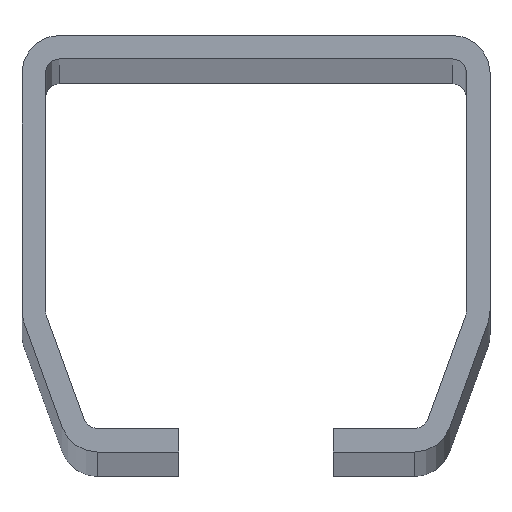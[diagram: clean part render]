
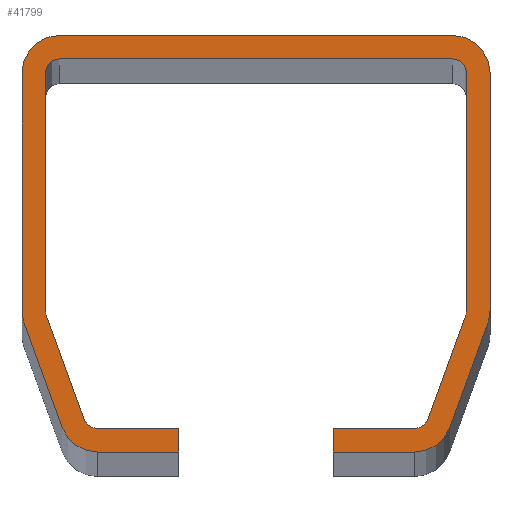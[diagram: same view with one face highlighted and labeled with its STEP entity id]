
A CAD part, top view. The second image highlights one B-rep face of the part: STEP entity #41799.
In plain terms, the highlighted planar face has unit normal (0, 0, 1).
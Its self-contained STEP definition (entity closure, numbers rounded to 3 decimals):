
#38=CIRCLE('',#43338,3.);
#39=CIRCLE('',#43341,3.);
#40=CIRCLE('',#43344,3.);
#41=CIRCLE('',#43347,3.);
#42=CIRCLE('',#43350,3.);
#43=CIRCLE('',#43353,3.);
#44=CIRCLE('',#43357,8.);
#45=CIRCLE('',#43360,8.);
#46=CIRCLE('',#43363,8.);
#47=CIRCLE('',#43366,8.);
#48=CIRCLE('',#43369,8.);
#49=CIRCLE('',#43372,8.);
#4461=FACE_OUTER_BOUND('',#6869,.T.);
#6869=EDGE_LOOP('',(#37884,#37885,#37886,#37887,#37888,#37889,#37890,#37891,
#37892,#37893,#37894,#37895,#37896,#37897,#37898,#37899,#37900,#37901,#37902,
#37903,#37904,#37905,#37906,#37907,#37908,#37909,#37910,#37911));
#11408=LINE('',#73747,#16006);
#11415=LINE('',#73796,#16013);
#11417=LINE('',#73802,#16015);
#11433=LINE('',#73856,#16031);
#11436=LINE('',#73861,#16034);
#11439=LINE('',#73869,#16037);
#11441=LINE('',#73876,#16039);
#11444=LINE('',#73884,#16042);
#11447=LINE('',#73892,#16045);
#11450=LINE('',#73900,#16048);
#11453=LINE('',#73907,#16051);
#11454=LINE('',#73911,#16052);
#11458=LINE('',#73923,#16056);
#11461=LINE('',#73930,#16059);
#11463=LINE('',#73937,#16061);
#11466=LINE('',#73945,#16064);
#16006=VECTOR('',#50844,10.);
#16013=VECTOR('',#50923,10.);
#16015=VECTOR('',#50927,10.);
#16031=VECTOR('',#50971,10.);
#16034=VECTOR('',#50976,10.);
#16037=VECTOR('',#50985,10.);
#16039=VECTOR('',#50993,10.);
#16042=VECTOR('',#51002,10.);
#16045=VECTOR('',#51011,10.);
#16048=VECTOR('',#51020,10.);
#16051=VECTOR('',#51029,10.);
#16052=VECTOR('',#51032,10.);
#16056=VECTOR('',#51048,10.);
#16059=VECTOR('',#51057,10.);
#16061=VECTOR('',#51065,10.);
#16064=VECTOR('',#51074,10.);
#19982=VERTEX_POINT('',#73745);
#19983=VERTEX_POINT('',#73746);
#19987=VERTEX_POINT('',#73790);
#19989=VERTEX_POINT('',#73794);
#19990=VERTEX_POINT('',#73798);
#19992=VERTEX_POINT('',#73801);
#20016=VERTEX_POINT('',#73855);
#20017=VERTEX_POINT('',#73859);
#20018=VERTEX_POINT('',#73863);
#20019=VERTEX_POINT('',#73864);
#20020=VERTEX_POINT('',#73871);
#20021=VERTEX_POINT('',#73875);
#20022=VERTEX_POINT('',#73879);
#20023=VERTEX_POINT('',#73883);
#20024=VERTEX_POINT('',#73887);
#20025=VERTEX_POINT('',#73891);
#20026=VERTEX_POINT('',#73895);
#20027=VERTEX_POINT('',#73899);
#20028=VERTEX_POINT('',#73903);
#20029=VERTEX_POINT('',#73909);
#20030=VERTEX_POINT('',#73910);
#20031=VERTEX_POINT('',#73918);
#20032=VERTEX_POINT('',#73922);
#20033=VERTEX_POINT('',#73926);
#20034=VERTEX_POINT('',#73932);
#20035=VERTEX_POINT('',#73936);
#20036=VERTEX_POINT('',#73940);
#20037=VERTEX_POINT('',#73944);
#25912=EDGE_CURVE('',#19982,#19983,#11408,.T.);
#25919=EDGE_CURVE('',#19987,#19989,#11415,.T.);
#25921=EDGE_CURVE('',#19992,#19990,#11417,.T.);
#25949=EDGE_CURVE('',#19987,#20016,#11433,.T.);
#25952=EDGE_CURVE('',#19989,#20017,#11436,.T.);
#25953=EDGE_CURVE('',#20018,#20019,#38,.T.);
#25956=EDGE_CURVE('',#20019,#19992,#11439,.T.);
#25957=EDGE_CURVE('',#20017,#20020,#39,.T.);
#25959=EDGE_CURVE('',#20020,#20021,#11441,.T.);
#25961=EDGE_CURVE('',#20021,#20022,#40,.T.);
#25963=EDGE_CURVE('',#20022,#20023,#11444,.T.);
#25965=EDGE_CURVE('',#20023,#20024,#41,.T.);
#25967=EDGE_CURVE('',#20024,#20025,#11447,.T.);
#25969=EDGE_CURVE('',#20025,#20026,#42,.T.);
#25971=EDGE_CURVE('',#20026,#20027,#11450,.T.);
#25973=EDGE_CURVE('',#20027,#20028,#43,.T.);
#25975=EDGE_CURVE('',#20028,#20018,#11453,.T.);
#25976=EDGE_CURVE('',#20029,#20030,#11454,.T.);
#25979=EDGE_CURVE('',#20030,#19982,#44,.T.);
#25980=EDGE_CURVE('',#19983,#20031,#45,.T.);
#25982=EDGE_CURVE('',#20031,#20032,#11458,.T.);
#25984=EDGE_CURVE('',#20032,#20033,#46,.T.);
#25986=EDGE_CURVE('',#20033,#19990,#11461,.T.);
#25987=EDGE_CURVE('',#20016,#20034,#47,.T.);
#25989=EDGE_CURVE('',#20034,#20035,#11463,.T.);
#25991=EDGE_CURVE('',#20035,#20036,#48,.T.);
#25993=EDGE_CURVE('',#20036,#20037,#11466,.T.);
#25995=EDGE_CURVE('',#20037,#20029,#49,.T.);
#37884=ORIENTED_EDGE('',*,*,#25921,.T.);
#37885=ORIENTED_EDGE('',*,*,#25986,.F.);
#37886=ORIENTED_EDGE('',*,*,#25984,.F.);
#37887=ORIENTED_EDGE('',*,*,#25982,.F.);
#37888=ORIENTED_EDGE('',*,*,#25980,.F.);
#37889=ORIENTED_EDGE('',*,*,#25912,.F.);
#37890=ORIENTED_EDGE('',*,*,#25979,.F.);
#37891=ORIENTED_EDGE('',*,*,#25976,.F.);
#37892=ORIENTED_EDGE('',*,*,#25995,.F.);
#37893=ORIENTED_EDGE('',*,*,#25993,.F.);
#37894=ORIENTED_EDGE('',*,*,#25991,.F.);
#37895=ORIENTED_EDGE('',*,*,#25989,.F.);
#37896=ORIENTED_EDGE('',*,*,#25987,.F.);
#37897=ORIENTED_EDGE('',*,*,#25949,.F.);
#37898=ORIENTED_EDGE('',*,*,#25919,.T.);
#37899=ORIENTED_EDGE('',*,*,#25952,.T.);
#37900=ORIENTED_EDGE('',*,*,#25957,.T.);
#37901=ORIENTED_EDGE('',*,*,#25959,.T.);
#37902=ORIENTED_EDGE('',*,*,#25961,.T.);
#37903=ORIENTED_EDGE('',*,*,#25963,.T.);
#37904=ORIENTED_EDGE('',*,*,#25965,.T.);
#37905=ORIENTED_EDGE('',*,*,#25967,.T.);
#37906=ORIENTED_EDGE('',*,*,#25969,.T.);
#37907=ORIENTED_EDGE('',*,*,#25971,.T.);
#37908=ORIENTED_EDGE('',*,*,#25973,.T.);
#37909=ORIENTED_EDGE('',*,*,#25975,.T.);
#37910=ORIENTED_EDGE('',*,*,#25953,.T.);
#37911=ORIENTED_EDGE('',*,*,#25956,.T.);
#39429=PLANE('',#43373);
#41799=ADVANCED_FACE('',(#4461),#39429,.T.);
#43338=AXIS2_PLACEMENT_3D('',#73865,#50979,#50980);
#43341=AXIS2_PLACEMENT_3D('',#73872,#50988,#50989);
#43344=AXIS2_PLACEMENT_3D('',#73880,#50997,#50998);
#43347=AXIS2_PLACEMENT_3D('',#73888,#51006,#51007);
#43350=AXIS2_PLACEMENT_3D('',#73896,#51015,#51016);
#43353=AXIS2_PLACEMENT_3D('',#73904,#51024,#51025);
#43357=AXIS2_PLACEMENT_3D('',#73915,#51037,#51038);
#43360=AXIS2_PLACEMENT_3D('',#73919,#51043,#51044);
#43363=AXIS2_PLACEMENT_3D('',#73927,#51052,#51053);
#43366=AXIS2_PLACEMENT_3D('',#73933,#51060,#51061);
#43369=AXIS2_PLACEMENT_3D('',#73941,#51069,#51070);
#43372=AXIS2_PLACEMENT_3D('',#73948,#51078,#51079);
#43373=AXIS2_PLACEMENT_3D('',#73949,#51080,#51081);
#50844=DIRECTION('',(0.,-1.,0.));
#50923=DIRECTION('',(0.,1.,0.));
#50927=DIRECTION('',(0.,-1.,0.));
#50971=DIRECTION('',(-1.,0.,0.));
#50976=DIRECTION('',(-1.,0.,0.));
#50979=DIRECTION('center_axis',(0.,0.,-1.));
#50980=DIRECTION('ref_axis',(0.,-1.,0.));
#50985=DIRECTION('',(-1.,0.,0.));
#50988=DIRECTION('center_axis',(0.,0.,-1.));
#50989=DIRECTION('ref_axis',(-0.94,-0.342,0.));
#50993=DIRECTION('',(-0.342,0.94,0.));
#50997=DIRECTION('center_axis',(0.,0.,-1.));
#50998=DIRECTION('ref_axis',(-1.,0.,0.));
#51002=DIRECTION('',(0.,1.,0.));
#51006=DIRECTION('center_axis',(0.,0.,-1.));
#51007=DIRECTION('ref_axis',(0.,1.,0.));
#51011=DIRECTION('',(1.,0.,0.));
#51015=DIRECTION('center_axis',(0.,0.,-1.));
#51016=DIRECTION('ref_axis',(1.,0.,0.));
#51020=DIRECTION('',(0.,-1.,0.));
#51024=DIRECTION('center_axis',(0.,0.,-1.));
#51025=DIRECTION('ref_axis',(0.94,-0.342,0.));
#51029=DIRECTION('',(-0.342,-0.94,0.));
#51032=DIRECTION('',(1.,0.,0.));
#51037=DIRECTION('center_axis',(0.,0.,-1.));
#51038=DIRECTION('ref_axis',(-1.,0.,0.));
#51043=DIRECTION('center_axis',(0.,0.,-1.));
#51044=DIRECTION('ref_axis',(-0.94,0.342,0.));
#51048=DIRECTION('',(-0.342,-0.94,0.));
#51052=DIRECTION('center_axis',(0.,0.,-1.));
#51053=DIRECTION('ref_axis',(0.,1.,0.));
#51057=DIRECTION('',(-1.,0.,0.));
#51060=DIRECTION('center_axis',(0.,0.,-1.));
#51061=DIRECTION('ref_axis',(0.94,0.342,0.));
#51065=DIRECTION('',(-0.342,0.94,0.));
#51069=DIRECTION('center_axis',(0.,0.,-1.));
#51070=DIRECTION('ref_axis',(1.,0.,0.));
#51074=DIRECTION('',(0.,1.,0.));
#51078=DIRECTION('center_axis',(0.,0.,-1.));
#51079=DIRECTION('ref_axis',(0.,-1.,0.));
#51080=DIRECTION('center_axis',(0.,0.,1.));
#51081=DIRECTION('ref_axis',(1.,0.,0.));
#73745=CARTESIAN_POINT('',(50.,-3.,1500.));
#73746=CARTESIAN_POINT('',(50.,-53.713,1500.));
#73747=CARTESIAN_POINT('',(50.,-3.,1500.));
#73790=CARTESIAN_POINT('',(-16.5,-84.,1500.));
#73794=CARTESIAN_POINT('',(-16.5,-79.,1500.));
#73796=CARTESIAN_POINT('',(-16.5,-58.334,1500.));
#73798=CARTESIAN_POINT('',(16.5,-84.,1500.));
#73801=CARTESIAN_POINT('',(16.5,-79.,1500.));
#73802=CARTESIAN_POINT('',(16.5,-58.334,1500.));
#73855=CARTESIAN_POINT('',(-33.888,-84.,1500.));
#73856=CARTESIAN_POINT('',(33.888,-84.,1500.));
#73859=CARTESIAN_POINT('',(-33.888,-79.,1500.));
#73861=CARTESIAN_POINT('',(16.944,-79.,1500.));
#73863=CARTESIAN_POINT('',(36.707,-77.026,1500.));
#73864=CARTESIAN_POINT('',(33.888,-79.,1500.));
#73865=CARTESIAN_POINT('Origin',(33.888,-76.,1500.));
#73869=CARTESIAN_POINT('',(16.944,-79.,1500.));
#73871=CARTESIAN_POINT('',(-36.707,-77.026,1500.));
#73872=CARTESIAN_POINT('Origin',(-33.888,-76.,1500.));
#73875=CARTESIAN_POINT('',(-44.819,-54.739,1500.));
#73876=CARTESIAN_POINT('',(-40.885,-65.548,1500.));
#73879=CARTESIAN_POINT('',(-45.,-53.713,1500.));
#73880=CARTESIAN_POINT('Origin',(-42.,-53.713,1500.));
#73883=CARTESIAN_POINT('',(-45.,-3.,1500.));
#73884=CARTESIAN_POINT('',(-45.,-45.691,1500.));
#73887=CARTESIAN_POINT('',(-42.,0.,1500.));
#73888=CARTESIAN_POINT('Origin',(-42.,-3.,1500.));
#73891=CARTESIAN_POINT('',(42.,0.,1500.));
#73892=CARTESIAN_POINT('',(-21.,0.,1500.));
#73895=CARTESIAN_POINT('',(45.,-3.,1500.));
#73896=CARTESIAN_POINT('Origin',(42.,-3.,1500.));
#73899=CARTESIAN_POINT('',(45.,-53.713,1500.));
#73900=CARTESIAN_POINT('',(45.,-20.334,1500.));
#73903=CARTESIAN_POINT('',(44.819,-54.739,1500.));
#73904=CARTESIAN_POINT('Origin',(42.,-53.713,1500.));
#73907=CARTESIAN_POINT('',(44.941,-54.404,1500.));
#73909=CARTESIAN_POINT('',(-42.,5.,1500.));
#73910=CARTESIAN_POINT('',(42.,5.,1500.));
#73911=CARTESIAN_POINT('',(-42.,5.,1500.));
#73915=CARTESIAN_POINT('Origin',(42.,-3.,1500.));
#73918=CARTESIAN_POINT('',(49.518,-56.449,1500.));
#73919=CARTESIAN_POINT('Origin',(42.,-53.713,1500.));
#73922=CARTESIAN_POINT('',(41.406,-78.736,1500.));
#73923=CARTESIAN_POINT('',(49.518,-56.449,1500.));
#73926=CARTESIAN_POINT('',(33.888,-84.,1500.));
#73927=CARTESIAN_POINT('Origin',(33.888,-76.,1500.));
#73930=CARTESIAN_POINT('',(33.888,-84.,1500.));
#73932=CARTESIAN_POINT('',(-41.406,-78.736,1500.));
#73933=CARTESIAN_POINT('Origin',(-33.888,-76.,1500.));
#73936=CARTESIAN_POINT('',(-49.518,-56.449,1500.));
#73937=CARTESIAN_POINT('',(-41.406,-78.736,1500.));
#73940=CARTESIAN_POINT('',(-50.,-53.713,1500.));
#73941=CARTESIAN_POINT('Origin',(-42.,-53.713,1500.));
#73944=CARTESIAN_POINT('',(-50.,-3.,1500.));
#73945=CARTESIAN_POINT('',(-50.,-53.713,1500.));
#73948=CARTESIAN_POINT('Origin',(-42.,-3.,1500.));
#73949=CARTESIAN_POINT('Origin',(0.,-37.668,
1500.));
